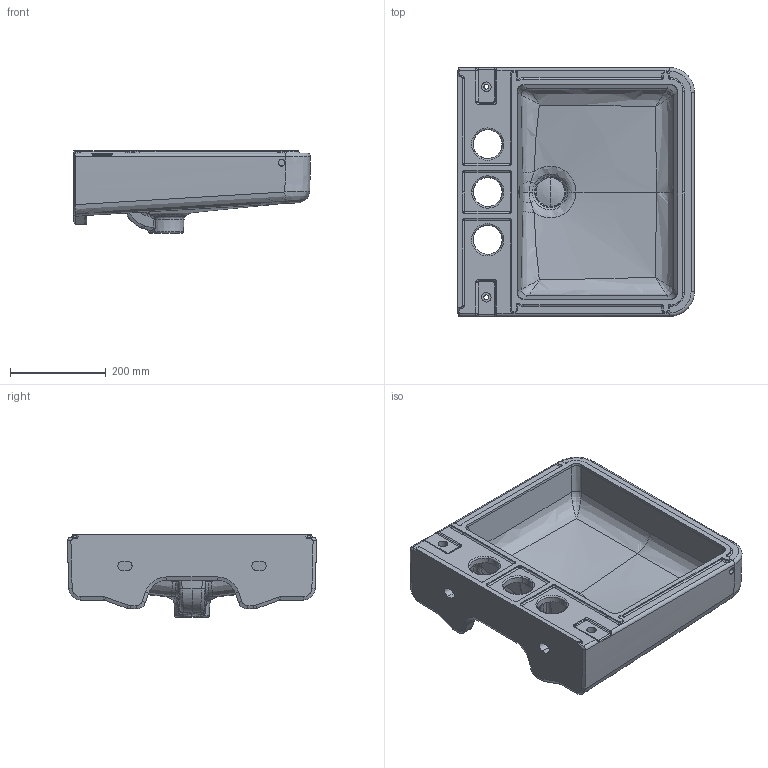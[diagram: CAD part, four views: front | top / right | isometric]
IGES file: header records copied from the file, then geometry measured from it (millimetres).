
Global section: file name: No Iges File Name specified; native system: Autodesk Inventor 2011; preprocessor: AutoDesk Inventor Iges Exporter R2011; author: Administrator; date: 20110525.215119; units: millimetre
Bounding box: 495 x 520 x 172.13 mm (x, y, z)
Volume: 11883218.8 mm3; surface area: 975917.5 mm2
Topology: 5 solids, 5 shells, 516 faces, 1248 edges, 731 vertices
Faces by surface type: bspline 232, revolution 111, plane 97, cylinder 54, torus 12, cone 10
